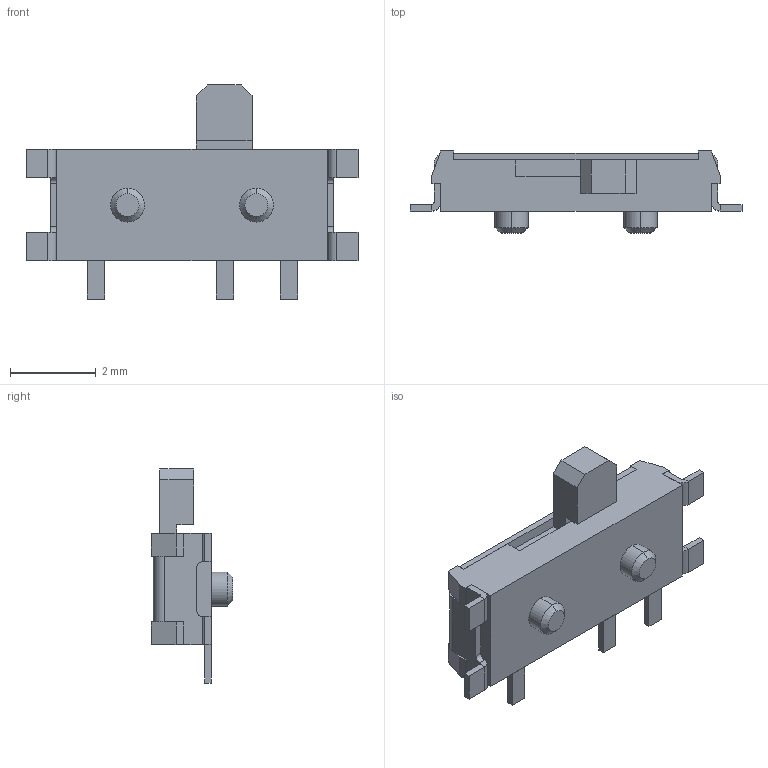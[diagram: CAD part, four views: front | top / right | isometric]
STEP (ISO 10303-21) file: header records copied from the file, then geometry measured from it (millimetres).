
FILE_DESCRIPTION (( 'STEP AP214' ), '1' );
FILE_NAME ('PCM12SMTR.STEP', '2019-06-01T12:40:37', ( '' ), ( '' ), 'SwSTEP 2.0', 'SolidWorks 2017', '' );
FILE_SCHEMA (( 'AUTOMOTIVE_DESIGN' ));
Length unit declared in the file: inch
Products named in the file (1): PCM12SMTR
Bounding box: 7.72 x 1.91 x 4.98 mm (x, y, z)
Volume: 24.9 mm3; surface area: 116.6 mm2
Topology: 5 solids, 5 shells, 143 faces, 348 edges, 217 vertices
Faces by surface type: plane 119, cylinder 20, cone 4
Entity records: 4170 total; most frequent: CARTESIAN_POINT 709, ORIENTED_EDGE 696, DIRECTION 680, EDGE_CURVE 348, LINE 304, VECTOR 304, VERTEX_POINT 217, AXIS2_PLACEMENT_3D 188
